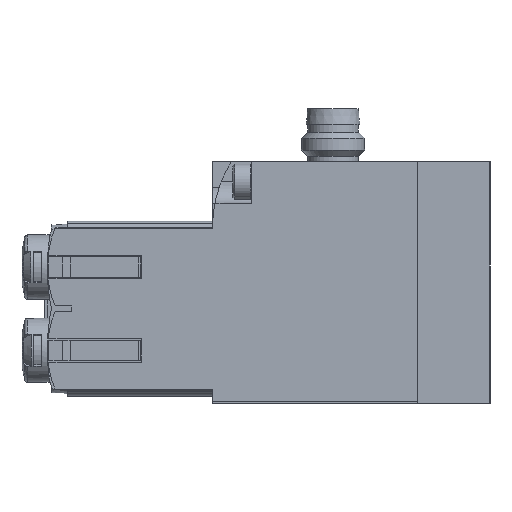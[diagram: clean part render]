
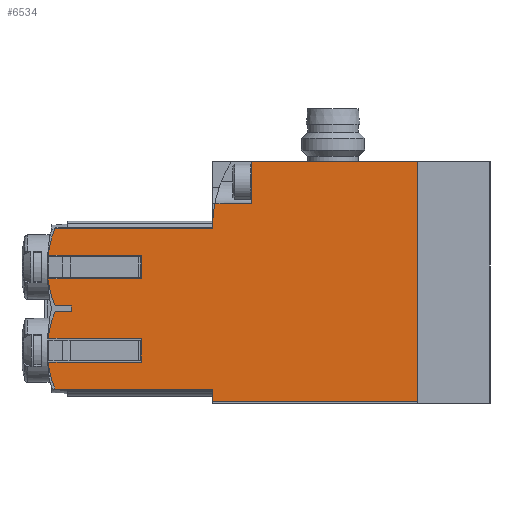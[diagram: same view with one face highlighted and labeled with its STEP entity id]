
A CAD part, left-side view. The second image highlights one B-rep face of the part: STEP entity #6534.
In plain terms, the highlighted planar face has unit normal (-1, 0, 0).
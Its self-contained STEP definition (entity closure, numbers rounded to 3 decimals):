
#152=LINE('',#10412,#655);
#164=LINE('',#10435,#667);
#165=LINE('',#10437,#668);
#166=LINE('',#10441,#669);
#167=LINE('',#10443,#670);
#168=LINE('',#10445,#671);
#169=LINE('',#10449,#672);
#170=LINE('',#10451,#673);
#171=LINE('',#10453,#674);
#172=LINE('',#10457,#675);
#173=LINE('',#10459,#676);
#174=LINE('',#10461,#677);
#175=LINE('',#10465,#678);
#176=LINE('',#10467,#679);
#177=LINE('',#10469,#680);
#178=LINE('',#10471,#681);
#179=LINE('',#10472,#682);
#655=VECTOR('',#8156,1000.);
#667=VECTOR('',#8172,1000.);
#668=VECTOR('',#8173,1000.);
#669=VECTOR('',#8176,1000.);
#670=VECTOR('',#8177,1000.);
#671=VECTOR('',#8178,1000.);
#672=VECTOR('',#8181,1000.);
#673=VECTOR('',#8182,1000.);
#674=VECTOR('',#8183,1000.);
#675=VECTOR('',#8186,1000.);
#676=VECTOR('',#8187,1000.);
#677=VECTOR('',#8188,1000.);
#678=VECTOR('',#8191,1000.);
#679=VECTOR('',#8192,1000.);
#680=VECTOR('',#8193,1000.);
#681=VECTOR('',#8194,1000.);
#682=VECTOR('',#8195,1000.);
#1125=PLANE('',#7126);
#1492=CIRCLE('',#7121,16.);
#1495=CIRCLE('',#7127,12.5);
#1496=CIRCLE('',#7128,12.5);
#1497=CIRCLE('',#7129,12.5);
#1498=CIRCLE('',#7130,12.5);
#2094=ORIENTED_EDGE('',*,*,#3664,.F.);
#2095=ORIENTED_EDGE('',*,*,#3643,.F.);
#2096=ORIENTED_EDGE('',*,*,#3665,.F.);
#2097=ORIENTED_EDGE('',*,*,#3666,.F.);
#2098=ORIENTED_EDGE('',*,*,#3667,.F.);
#2099=ORIENTED_EDGE('',*,*,#3668,.F.);
#2100=ORIENTED_EDGE('',*,*,#3669,.F.);
#2101=ORIENTED_EDGE('',*,*,#3670,.F.);
#2102=ORIENTED_EDGE('',*,*,#3671,.F.);
#2103=ORIENTED_EDGE('',*,*,#3672,.F.);
#2104=ORIENTED_EDGE('',*,*,#3673,.F.);
#2105=ORIENTED_EDGE('',*,*,#3674,.F.);
#2106=ORIENTED_EDGE('',*,*,#3675,.F.);
#2107=ORIENTED_EDGE('',*,*,#3676,.F.);
#2108=ORIENTED_EDGE('',*,*,#3677,.F.);
#2109=ORIENTED_EDGE('',*,*,#3678,.F.);
#2110=ORIENTED_EDGE('',*,*,#3679,.F.);
#2111=ORIENTED_EDGE('',*,*,#3680,.F.);
#2112=ORIENTED_EDGE('',*,*,#3681,.F.);
#2113=ORIENTED_EDGE('',*,*,#3682,.F.);
#2114=ORIENTED_EDGE('',*,*,#3652,.F.);
#2115=ORIENTED_EDGE('',*,*,#3683,.F.);
#3643=EDGE_CURVE('',#4499,#4500,#1492,.T.);
#3652=EDGE_CURVE('',#4507,#4508,#152,.T.);
#3664=EDGE_CURVE('',#4500,#4517,#164,.T.);
#3665=EDGE_CURVE('',#4518,#4499,#165,.T.);
#3666=EDGE_CURVE('',#4519,#4518,#1495,.T.);
#3667=EDGE_CURVE('',#4520,#4519,#166,.T.);
#3668=EDGE_CURVE('',#4521,#4520,#167,.T.);
#3669=EDGE_CURVE('',#4522,#4521,#168,.T.);
#3670=EDGE_CURVE('',#4523,#4522,#1496,.T.);
#3671=EDGE_CURVE('',#4524,#4523,#169,.T.);
#3672=EDGE_CURVE('',#4525,#4524,#170,.T.);
#3673=EDGE_CURVE('',#4526,#4525,#171,.T.);
#3674=EDGE_CURVE('',#4527,#4526,#1497,.T.);
#3675=EDGE_CURVE('',#4528,#4527,#172,.T.);
#3676=EDGE_CURVE('',#4529,#4528,#173,.T.);
#3677=EDGE_CURVE('',#4530,#4529,#174,.T.);
#3678=EDGE_CURVE('',#4531,#4530,#1498,.T.);
#3679=EDGE_CURVE('',#4532,#4531,#175,.T.);
#3680=EDGE_CURVE('',#4533,#4532,#176,.T.);
#3681=EDGE_CURVE('',#4534,#4533,#177,.T.);
#3682=EDGE_CURVE('',#4508,#4534,#178,.T.);
#3683=EDGE_CURVE('',#4517,#4507,#179,.T.);
#4499=VERTEX_POINT('',#10389);
#4500=VERTEX_POINT('',#10391);
#4507=VERTEX_POINT('',#10411);
#4508=VERTEX_POINT('',#10413);
#4517=VERTEX_POINT('',#10436);
#4518=VERTEX_POINT('',#10438);
#4519=VERTEX_POINT('',#10440);
#4520=VERTEX_POINT('',#10442);
#4521=VERTEX_POINT('',#10444);
#4522=VERTEX_POINT('',#10446);
#4523=VERTEX_POINT('',#10448);
#4524=VERTEX_POINT('',#10450);
#4525=VERTEX_POINT('',#10452);
#4526=VERTEX_POINT('',#10454);
#4527=VERTEX_POINT('',#10456);
#4528=VERTEX_POINT('',#10458);
#4529=VERTEX_POINT('',#10460);
#4530=VERTEX_POINT('',#10462);
#4531=VERTEX_POINT('',#10464);
#4532=VERTEX_POINT('',#10466);
#4533=VERTEX_POINT('',#10468);
#4534=VERTEX_POINT('',#10470);
#5258=EDGE_LOOP('',(#2094,#2095,#2096,#2097,#2098,#2099,#2100,#2101,#2102,
#2103,#2104,#2105,#2106,#2107,#2108,#2109,#2110,#2111,#2112,#2113,#2114,
#2115));
#5902=FACE_BOUND('',#5258,.T.);
#6534=ADVANCED_FACE('',(#5902),#1125,.F.);
#7121=AXIS2_PLACEMENT_3D('',#10390,#8143,#8144);
#7126=AXIS2_PLACEMENT_3D('',#10434,#8170,#8171);
#7127=AXIS2_PLACEMENT_3D('',#10439,#8174,#8175);
#7128=AXIS2_PLACEMENT_3D('',#10447,#8179,#8180);
#7129=AXIS2_PLACEMENT_3D('',#10455,#8184,#8185);
#7130=AXIS2_PLACEMENT_3D('',#10463,#8189,#8190);
#8143=DIRECTION('',(1.,0.,0.));
#8144=DIRECTION('',(0.,0.,-1.));
#8156=DIRECTION('',(0.,-1.,0.));
#8170=DIRECTION('',(1.,0.,0.));
#8171=DIRECTION('',(0.,0.,-1.));
#8172=DIRECTION('',(0.,-1.,0.));
#8173=DIRECTION('',(0.,-1.,0.));
#8174=DIRECTION('',(1.,0.,0.));
#8175=DIRECTION('',(0.,0.,-1.));
#8176=DIRECTION('',(0.,1.,0.));
#8177=DIRECTION('',(0.,0.,1.));
#8178=DIRECTION('',(0.,-1.,0.));
#8179=DIRECTION('',(1.,0.,0.));
#8180=DIRECTION('',(0.,0.,-1.));
#8181=DIRECTION('',(0.,1.,0.));
#8182=DIRECTION('',(0.,0.,1.));
#8183=DIRECTION('',(0.,-1.,0.));
#8184=DIRECTION('',(1.,0.,0.));
#8185=DIRECTION('',(0.,0.,-1.));
#8186=DIRECTION('',(0.,1.,0.));
#8187=DIRECTION('',(0.,0.,1.));
#8188=DIRECTION('',(0.,-1.,0.));
#8189=DIRECTION('',(1.,0.,0.));
#8190=DIRECTION('',(0.,0.,-1.));
#8191=DIRECTION('',(0.,1.,0.));
#8192=DIRECTION('',(0.,0.,1.));
#8193=DIRECTION('',(0.,1.,0.));
#8194=DIRECTION('',(0.,0.,-1.));
#8195=DIRECTION('',(0.,0.,1.));
#10389=CARTESIAN_POINT('',(0.,25.9,6.7));
#10390=CARTESIAN_POINT('',(0.,9.9,6.704));
#10391=CARTESIAN_POINT('',(0.,25.598,9.8));
#10411=CARTESIAN_POINT('',(0.,21.,15.1));
#10412=CARTESIAN_POINT('',(0.,23.52,15.1));
#10413=CARTESIAN_POINT('',(0.,0.,15.1));
#10434=CARTESIAN_POINT('',(0.,9.9,6.704));
#10435=CARTESIAN_POINT('',(0.,9.9,9.8));
#10436=CARTESIAN_POINT('',(0.,21.,9.8));
#10437=CARTESIAN_POINT('',(0.,45.75,6.7));
#10438=CARTESIAN_POINT('',(0.,45.75,6.7));
#10439=CARTESIAN_POINT('',(0.,34.25,1.8));
#10440=CARTESIAN_POINT('',(0.,46.66,3.3));
#10441=CARTESIAN_POINT('',(0.,34.9,3.3));
#10442=CARTESIAN_POINT('',(0.,34.9,3.3));
#10443=CARTESIAN_POINT('',(0.,34.9,0.3));
#10444=CARTESIAN_POINT('',(0.,34.9,0.3));
#10445=CARTESIAN_POINT('',(0.,46.66,0.3));
#10446=CARTESIAN_POINT('',(0.,46.66,0.3));
#10447=CARTESIAN_POINT('',(0.,34.25,1.8));
#10448=CARTESIAN_POINT('',(0.,45.75,-3.1));
#10449=CARTESIAN_POINT('',(0.,43.72,-3.1));
#10450=CARTESIAN_POINT('',(0.,43.72,-3.1));
#10451=CARTESIAN_POINT('',(0.,43.72,-3.8));
#10452=CARTESIAN_POINT('',(0.,43.72,-3.8));
#10453=CARTESIAN_POINT('',(0.,45.75,-3.8));
#10454=CARTESIAN_POINT('',(0.,45.75,-3.8));
#10455=CARTESIAN_POINT('',(0.,34.25,-8.7));
#10456=CARTESIAN_POINT('',(0.,46.66,-7.2));
#10457=CARTESIAN_POINT('',(0.,34.9,-7.2));
#10458=CARTESIAN_POINT('',(0.,34.9,-7.2));
#10459=CARTESIAN_POINT('',(0.,34.9,-10.2));
#10460=CARTESIAN_POINT('',(0.,34.9,-10.2));
#10461=CARTESIAN_POINT('',(0.,46.66,-10.2));
#10462=CARTESIAN_POINT('',(0.,46.66,-10.2));
#10463=CARTESIAN_POINT('',(0.,34.25,-8.7));
#10464=CARTESIAN_POINT('',(0.,45.75,-13.6));
#10465=CARTESIAN_POINT('',(0.,25.9,-13.6));
#10466=CARTESIAN_POINT('',(0.,25.9,-13.6));
#10467=CARTESIAN_POINT('',(0.,25.9,-15.1));
#10468=CARTESIAN_POINT('',(0.,25.9,-15.1));
#10469=CARTESIAN_POINT('',(0.,0.,-15.1));
#10470=CARTESIAN_POINT('',(0.,0.,-15.1));
#10471=CARTESIAN_POINT('',(0.,0.,15.1));
#10472=CARTESIAN_POINT('',(0.,21.,6.704));
